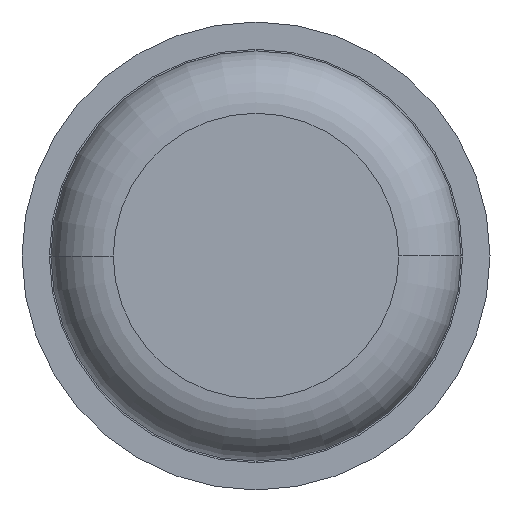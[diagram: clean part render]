
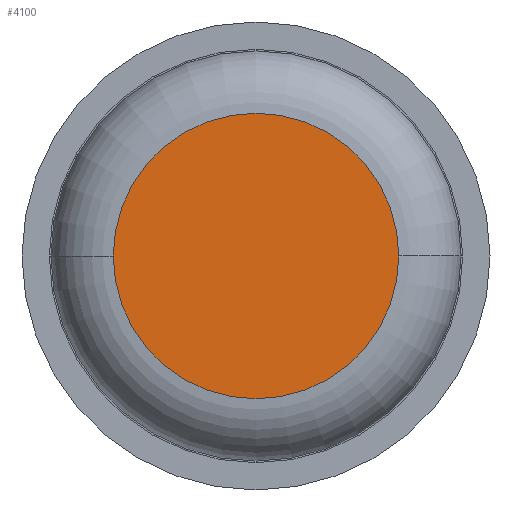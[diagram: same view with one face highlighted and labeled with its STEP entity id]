
A CAD part, front view. The second image highlights one B-rep face of the part: STEP entity #4100.
In plain terms, the highlighted planar face has unit normal (0, -1, 0).
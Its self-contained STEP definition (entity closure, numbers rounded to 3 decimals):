
#201 = DIRECTION ( 'NONE',  ( -1., 0., 0. ) ) ;
#409 = AXIS2_PLACEMENT_3D ( 'NONE', #3481, #1790, #1807 ) ;
#420 = AXIS2_PLACEMENT_3D ( 'NONE', #495, #3179, #1831 ) ;
#495 = CARTESIAN_POINT ( 'NONE',  ( 0., 0., 0. ) ) ;
#602 = EDGE_CURVE ( 'Defeature ausgef�hrt1_6+Defeature ausgef�hrt1_7+Defeature ausgef�hrt1_7+Defeature ausgef�hrt1_7', #1048, #2686, #2428, .T. ) ;
#931 = AXIS2_PLACEMENT_3D ( 'NONE', #3185, #3570, #201 ) ;
#954 = EDGE_LOOP ( 'NONE', ( #3827, #1311 ) ) ;
#1048 = VERTEX_POINT ( 'NONE', #2169 ) ;
#1238 = EDGE_CURVE ( 'Defeature ausgef�hrt1_6+Defeature ausgef�hrt1_7+Defeature ausgef�hrt1_7+Defeature ausgef�hrt1_7', #2686, #1048, #3386, .T. ) ;
#1311 = ORIENTED_EDGE ( 'NONE', *, *, #602, .T. ) ;
#1459 = CARTESIAN_POINT ( 'NONE',  ( -0.915, 0., 0. ) ) ;
#1790 = DIRECTION ( 'NONE',  ( 0., -1., 0. ) ) ;
#1807 = DIRECTION ( 'NONE',  ( -1., 0., 0. ) ) ;
#1831 = DIRECTION ( 'NONE',  ( -1., 0., 0. ) ) ;
#2169 = CARTESIAN_POINT ( 'NONE',  ( 0.915, 0., 0. ) ) ;
#2428 = CIRCLE ( 'NONE', #409, 0.915 ) ;
#2686 = VERTEX_POINT ( 'NONE', #1459 ) ;
#3179 = DIRECTION ( 'NONE',  ( 0., 1., 0. ) ) ;
#3185 = CARTESIAN_POINT ( 'NONE',  ( 0., 0., 0. ) ) ;
#3386 = CIRCLE ( 'NONE', #931, 0.915 ) ;
#3481 = CARTESIAN_POINT ( 'NONE',  ( 0., 0., 0. ) ) ;
#3532 = PLANE ( 'NONE',  #420 ) ;
#3570 = DIRECTION ( 'NONE',  ( 0., -1., 0. ) ) ;
#3827 = ORIENTED_EDGE ( 'NONE', *, *, #1238, .T. ) ;
#4100 = ADVANCED_FACE ( 'Defeature ausgef�hrt1_6', ( #4300 ), #3532, .F. ) ;
#4300 = FACE_OUTER_BOUND ( 'NONE', #954, .T. ) ;
